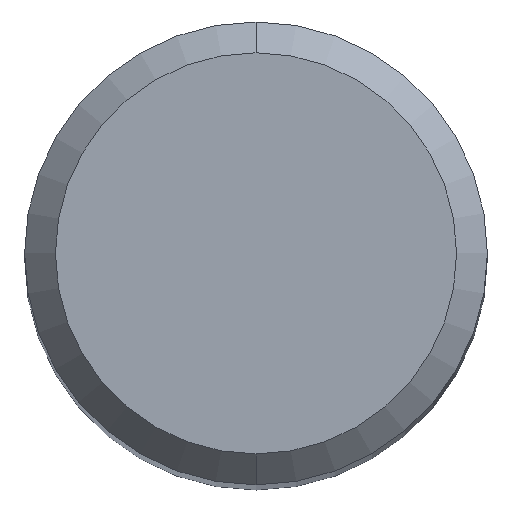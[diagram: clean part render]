
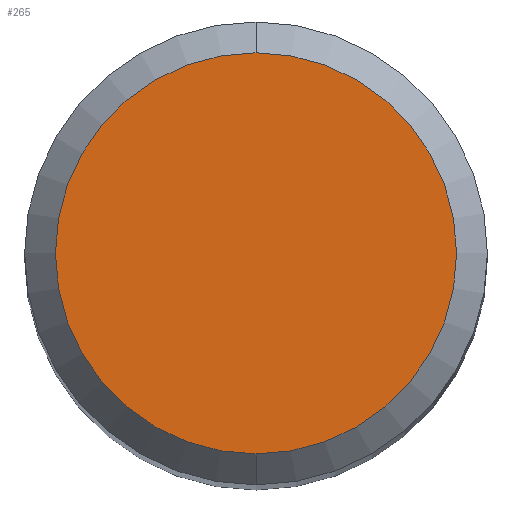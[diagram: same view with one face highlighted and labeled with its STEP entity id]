
A CAD part, top view. The second image highlights one B-rep face of the part: STEP entity #265.
In plain terms, the highlighted planar face has unit normal (0, 0, 1).
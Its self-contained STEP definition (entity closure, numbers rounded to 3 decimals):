
#265=ADVANCED_FACE('',(#571),#572,.T.);
#273=EDGE_CURVE('',#353,#415,#582,.T.);
#353=VERTEX_POINT('',#669);
#387=EDGE_CURVE('',#415,#353,#707,.T.);
#415=VERTEX_POINT('',#737);
#571=FACE_OUTER_BOUND('',#957,.T.);
#572=PLANE('',#958);
#582=CIRCLE('',#969,2.6);
#669=CARTESIAN_POINT('',(0.0,2.6,0.0));
#707=CIRCLE('',#1263,2.6);
#737=CARTESIAN_POINT('',(0.,-2.6,0.0));
#957=EDGE_LOOP('',(#1510,#1511));
#958=AXIS2_PLACEMENT_3D('',#1512,#1513,#1514);
#969=AXIS2_PLACEMENT_3D('',#1531,#1532,#1533);
#1263=AXIS2_PLACEMENT_3D('',#1666,#1667,#1668);
#1510=ORIENTED_EDGE('',*,*,#273,.F.);
#1511=ORIENTED_EDGE('',*,*,#387,.F.);
#1512=CARTESIAN_POINT('',(0.0,1.3,0.0));
#1513=DIRECTION('',(-0.0,0.0,1.0));
#1514=DIRECTION('',(0.0,-1.0,0.0));
#1531=CARTESIAN_POINT('',(0.0,0.0,0.0));
#1532=DIRECTION('',(0.0,0.0,-1.0));
#1533=DIRECTION('',(0.0,1.0,0.0));
#1666=CARTESIAN_POINT('',(0.0,0.0,0.0));
#1667=DIRECTION('',(0.0,0.0,-1.0));
#1668=DIRECTION('',(0.0,1.0,0.0));
